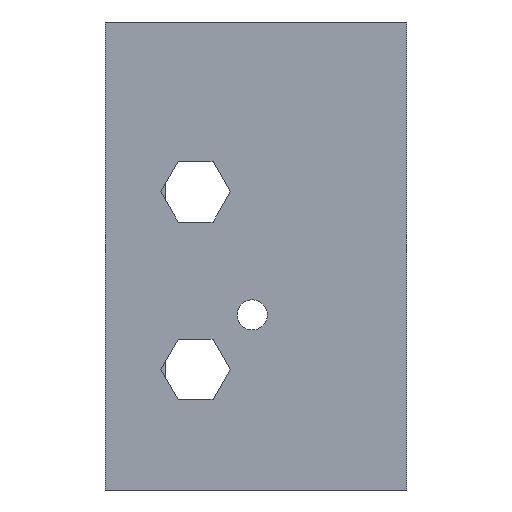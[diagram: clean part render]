
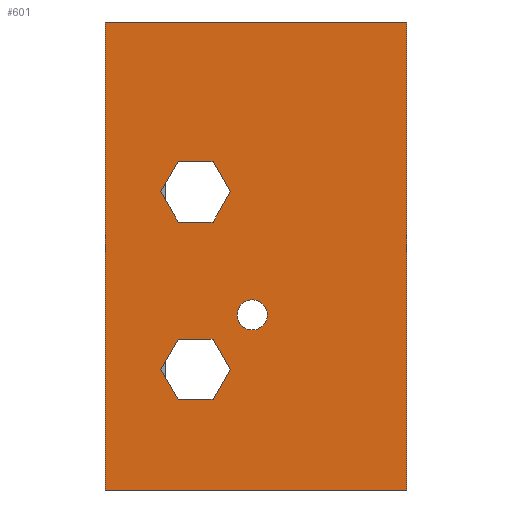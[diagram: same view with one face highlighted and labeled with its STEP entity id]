
A CAD part, front view. The second image highlights one B-rep face of the part: STEP entity #601.
In plain terms, the highlighted planar face has unit normal (0, -1, 0).
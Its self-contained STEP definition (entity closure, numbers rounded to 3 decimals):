
#16=FACE_BOUND('',#104,.T.);
#17=FACE_BOUND('',#105,.T.);
#18=FACE_BOUND('',#106,.T.);
#44=PLANE('',#659);
#73=FACE_OUTER_BOUND('',#103,.T.);
#103=EDGE_LOOP('',(#553,#554,#555,#556));
#104=EDGE_LOOP('',(#557,#558,#559,#560,#561,#562));
#105=EDGE_LOOP('',(#563,#564,#565,#566,#567,#568));
#106=EDGE_LOOP('',(#569));
#111=CIRCLE('',#651,1.5);
#135=LINE('',#864,#212);
#139=LINE('',#872,#216);
#142=LINE('',#878,#219);
#145=LINE('',#883,#222);
#148=LINE('',#889,#225);
#154=LINE('',#903,#231);
#158=LINE('',#911,#235);
#161=LINE('',#917,#238);
#164=LINE('',#922,#241);
#167=LINE('',#928,#244);
#170=LINE('',#933,#247);
#180=LINE('',#951,#257);
#183=LINE('',#960,#260);
#186=LINE('',#969,#263);
#188=LINE('',#972,#265);
#189=LINE('',#974,#266);
#212=VECTOR('',#702,15.);
#216=VECTOR('',#708,15.);
#219=VECTOR('',#713,15.);
#222=VECTOR('',#718,15.);
#225=VECTOR('',#723,15.);
#231=VECTOR('',#733,15.);
#235=VECTOR('',#739,15.);
#238=VECTOR('',#744,15.);
#241=VECTOR('',#749,15.);
#244=VECTOR('',#754,15.);
#247=VECTOR('',#759,15.);
#257=VECTOR('',#779,15.);
#260=VECTOR('',#788,15.);
#263=VECTOR('',#799,15.);
#265=VECTOR('',#803,15.);
#266=VECTOR('',#806,15.);
#288=VERTEX_POINT('',#862);
#289=VERTEX_POINT('',#863);
#292=VERTEX_POINT('',#871);
#294=VERTEX_POINT('',#877);
#295=VERTEX_POINT('',#882);
#297=VERTEX_POINT('',#888);
#302=VERTEX_POINT('',#901);
#303=VERTEX_POINT('',#902);
#306=VERTEX_POINT('',#910);
#308=VERTEX_POINT('',#916);
#309=VERTEX_POINT('',#921);
#311=VERTEX_POINT('',#927);
#316=VERTEX_POINT('',#953);
#317=VERTEX_POINT('',#957);
#318=VERTEX_POINT('',#959);
#319=VERTEX_POINT('',#966);
#320=VERTEX_POINT('',#968);
#346=EDGE_CURVE('',#288,#289,#135,.T.);
#350=EDGE_CURVE('',#292,#288,#139,.T.);
#353=EDGE_CURVE('',#294,#292,#142,.T.);
#356=EDGE_CURVE('',#295,#294,#145,.T.);
#359=EDGE_CURVE('',#289,#297,#148,.T.);
#365=EDGE_CURVE('',#302,#303,#154,.T.);
#369=EDGE_CURVE('',#306,#302,#158,.T.);
#372=EDGE_CURVE('',#308,#306,#161,.T.);
#375=EDGE_CURVE('',#309,#308,#164,.T.);
#378=EDGE_CURVE('',#311,#309,#167,.T.);
#381=EDGE_CURVE('',#303,#311,#170,.T.);
#392=EDGE_CURVE('',#297,#295,#180,.T.);
#394=EDGE_CURVE('',#316,#316,#111,.T.);
#396=EDGE_CURVE('',#318,#317,#183,.T.);
#400=EDGE_CURVE('',#320,#319,#186,.T.);
#402=EDGE_CURVE('',#317,#320,#188,.T.);
#403=EDGE_CURVE('',#319,#318,#189,.T.);
#553=ORIENTED_EDGE('',*,*,#403,.T.);
#554=ORIENTED_EDGE('',*,*,#396,.T.);
#555=ORIENTED_EDGE('',*,*,#402,.T.);
#556=ORIENTED_EDGE('',*,*,#400,.T.);
#557=ORIENTED_EDGE('',*,*,#346,.T.);
#558=ORIENTED_EDGE('',*,*,#359,.T.);
#559=ORIENTED_EDGE('',*,*,#392,.T.);
#560=ORIENTED_EDGE('',*,*,#356,.T.);
#561=ORIENTED_EDGE('',*,*,#353,.T.);
#562=ORIENTED_EDGE('',*,*,#350,.T.);
#563=ORIENTED_EDGE('',*,*,#365,.T.);
#564=ORIENTED_EDGE('',*,*,#381,.T.);
#565=ORIENTED_EDGE('',*,*,#378,.T.);
#566=ORIENTED_EDGE('',*,*,#375,.T.);
#567=ORIENTED_EDGE('',*,*,#372,.T.);
#568=ORIENTED_EDGE('',*,*,#369,.T.);
#569=ORIENTED_EDGE('',*,*,#394,.T.);
#601=ADVANCED_FACE('',(#73,#16,#17,#18),#44,.T.);
#651=AXIS2_PLACEMENT_3D('',#955,#783,#784);
#659=AXIS2_PLACEMENT_3D('',#975,#807,#808);
#702=DIRECTION('',(0.5,0.,-0.866));
#708=DIRECTION('',(1.,0.,0.));
#713=DIRECTION('',(0.5,0.,0.866));
#718=DIRECTION('',(-0.5,0.,0.866));
#723=DIRECTION('',(-0.5,0.,-0.866));
#733=DIRECTION('',(0.5,0.,-0.866));
#739=DIRECTION('',(1.,0.,0.));
#744=DIRECTION('',(0.5,0.,0.866));
#749=DIRECTION('',(-0.5,0.,0.866));
#754=DIRECTION('',(-1.,0.,0.));
#759=DIRECTION('',(-0.5,0.,-0.866));
#779=DIRECTION('',(-1.,0.,0.));
#783=DIRECTION('center_axis',(0.,1.,0.));
#784=DIRECTION('ref_axis',(1.,0.,0.));
#788=DIRECTION('',(0.,0.,-1.));
#799=DIRECTION('',(0.,0.,1.));
#803=DIRECTION('',(1.,0.,0.));
#806=DIRECTION('',(-1.,0.,0.));
#807=DIRECTION('center_axis',(0.,-1.,0.));
#808=DIRECTION('ref_axis',(0.,0.,-1.));
#862=CARTESIAN_POINT('',(-8.268,-5.5,-8.25));
#863=CARTESIAN_POINT('',(-6.536,-5.5,-11.25));
#864=CARTESIAN_POINT('',(-9.708,-5.5,-5.756));
#871=CARTESIAN_POINT('',(-11.732,-5.5,-8.25));
#872=CARTESIAN_POINT('',(-8.616,-5.5,-8.25));
#877=CARTESIAN_POINT('',(-13.464,-5.5,-11.25));
#878=CARTESIAN_POINT('',(-10.033,-5.5,-5.307));
#882=CARTESIAN_POINT('',(-11.732,-5.5,-14.25));
#883=CARTESIAN_POINT('',(-14.038,-5.5,-10.256));
#888=CARTESIAN_POINT('',(-8.268,-5.5,-14.25));
#889=CARTESIAN_POINT('',(-3.971,-5.5,-6.807));
#901=CARTESIAN_POINT('',(-8.268,-5.5,9.375));
#902=CARTESIAN_POINT('',(-6.536,-5.5,6.375));
#903=CARTESIAN_POINT('',(-5.892,-5.5,5.26));
#910=CARTESIAN_POINT('',(-11.732,-5.5,9.375));
#911=CARTESIAN_POINT('',(-8.616,-5.5,9.375));
#916=CARTESIAN_POINT('',(-13.464,-5.5,6.375));
#917=CARTESIAN_POINT('',(-13.849,-5.5,5.709));
#921=CARTESIAN_POINT('',(-11.732,-5.5,3.375));
#922=CARTESIAN_POINT('',(-10.222,-5.5,0.76));
#927=CARTESIAN_POINT('',(-8.268,-5.5,3.375));
#928=CARTESIAN_POINT('',(-6.884,-5.5,3.375));
#933=CARTESIAN_POINT('',(-7.787,-5.5,4.209));
#951=CARTESIAN_POINT('',(-5.384,-5.5,-14.25));
#953=CARTESIAN_POINT('',(-5.875,-5.5,-5.85));
#955=CARTESIAN_POINT('Origin',(-4.375,-5.5,-5.85));
#957=CARTESIAN_POINT('',(-19.,-5.5,-23.25));
#959=CARTESIAN_POINT('',(-19.,-5.5,23.25));
#960=CARTESIAN_POINT('',(-19.,-5.5,-27.75));
#966=CARTESIAN_POINT('',(11.,-5.5,23.25));
#968=CARTESIAN_POINT('',(11.,-5.5,-23.25));
#969=CARTESIAN_POINT('',(11.,-5.5,27.75));
#972=CARTESIAN_POINT('',(11.,-5.5,-23.25));
#974=CARTESIAN_POINT('',(-19.,-5.5,23.25));
#975=CARTESIAN_POINT('Origin',(-4.,-5.5,0.));
